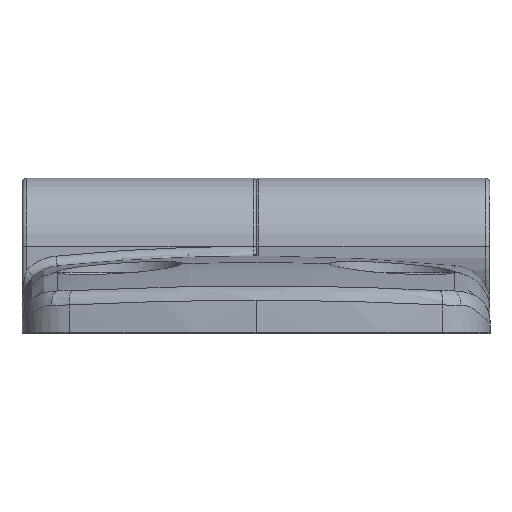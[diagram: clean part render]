
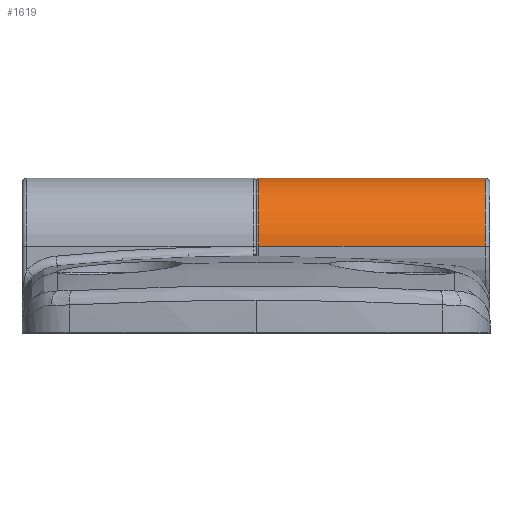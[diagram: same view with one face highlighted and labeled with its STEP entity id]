
A CAD part, top view. The second image highlights one B-rep face of the part: STEP entity #1619.
In plain terms, the highlighted cylindrical face has radius 7 mm (diameter 14 mm), a partial arc.
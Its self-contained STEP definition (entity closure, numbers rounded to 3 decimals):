
#245 = LINE ( 'NONE', #2816, #1768 ) ;
#284 = EDGE_LOOP ( 'NONE', ( #3067, #3101, #3132, #3274 ) ) ;
#440 = AXIS2_PLACEMENT_3D ( 'NONE', #2530, #2549, #2532 ) ;
#566 = CIRCLE ( 'NONE', #1179, 7. ) ;
#622 = CARTESIAN_POINT ( 'NONE',  ( 23.5, 8.9, -7. ) ) ;
#742 = VERTEX_POINT ( 'NONE', #2011 ) ;
#1179 = AXIS2_PLACEMENT_3D ( 'NONE', #2528, #2526, #2522 ) ;
#1338 = AXIS2_PLACEMENT_3D ( 'NONE', #1707, #1785, #1759 ) ;
#1619 = ADVANCED_FACE ( 'NONE', ( #2269 ), #1647, .T. ) ;
#1622 = DIRECTION ( 'NONE',  ( -1., 0., 0. ) ) ;
#1634 = CARTESIAN_POINT ( 'NONE',  ( 0.3, 8.9, -7. ) ) ;
#1647 = CYLINDRICAL_SURFACE ( 'NONE', #1338, 7. ) ;
#1677 = CARTESIAN_POINT ( 'NONE',  ( 24., 8.9, 7. ) ) ;
#1701 = CIRCLE ( 'NONE', #440, 7. ) ;
#1707 = CARTESIAN_POINT ( 'NONE',  ( 24., 8.9, 0. ) ) ;
#1759 = DIRECTION ( 'NONE',  ( 0., 0., 1. ) ) ;
#1768 = VECTOR ( 'NONE', #2788, 1000. ) ;
#1785 = DIRECTION ( 'NONE',  ( -1., 0., 0. ) ) ;
#1875 = VECTOR ( 'NONE', #1622, 1000. ) ;
#1899 = EDGE_CURVE ( 'NONE', #2158, #742, #566, .T. ) ;
#2011 = CARTESIAN_POINT ( 'NONE',  ( 0.3, 8.9, 7. ) ) ;
#2158 = VERTEX_POINT ( 'NONE', #1634 ) ;
#2161 = EDGE_CURVE ( 'NONE', #2974, #742, #2172, .T. ) ;
#2172 = LINE ( 'NONE', #1677, #1875 ) ;
#2269 = FACE_OUTER_BOUND ( 'NONE', #284, .T. ) ;
#2486 = VERTEX_POINT ( 'NONE', #622 ) ;
#2522 = DIRECTION ( 'NONE',  ( 0., 0., -1. ) ) ;
#2526 = DIRECTION ( 'NONE',  ( 1., 0., 0. ) ) ;
#2528 = CARTESIAN_POINT ( 'NONE',  ( 0.3, 8.9, 0. ) ) ;
#2530 = CARTESIAN_POINT ( 'NONE',  ( 23.5, 8.9, 0. ) ) ;
#2532 = DIRECTION ( 'NONE',  ( 0., 0., 1. ) ) ;
#2549 = DIRECTION ( 'NONE',  ( -1., 0., 0. ) ) ;
#2592 = CARTESIAN_POINT ( 'NONE',  ( 23.5, 8.9, 7. ) ) ;
#2774 = EDGE_CURVE ( 'NONE', #2486, #2158, #245, .T. ) ;
#2788 = DIRECTION ( 'NONE',  ( -1., 0., 0. ) ) ;
#2803 = EDGE_CURVE ( 'NONE', #2974, #2486, #1701, .T. ) ;
#2816 = CARTESIAN_POINT ( 'NONE',  ( 24., 8.9, -7. ) ) ;
#2974 = VERTEX_POINT ( 'NONE', #2592 ) ;
#3067 = ORIENTED_EDGE ( 'NONE', *, *, #2161, .F. ) ;
#3101 = ORIENTED_EDGE ( 'NONE', *, *, #2803, .T. ) ;
#3132 = ORIENTED_EDGE ( 'NONE', *, *, #2774, .T. ) ;
#3274 = ORIENTED_EDGE ( 'NONE', *, *, #1899, .T. ) ;
